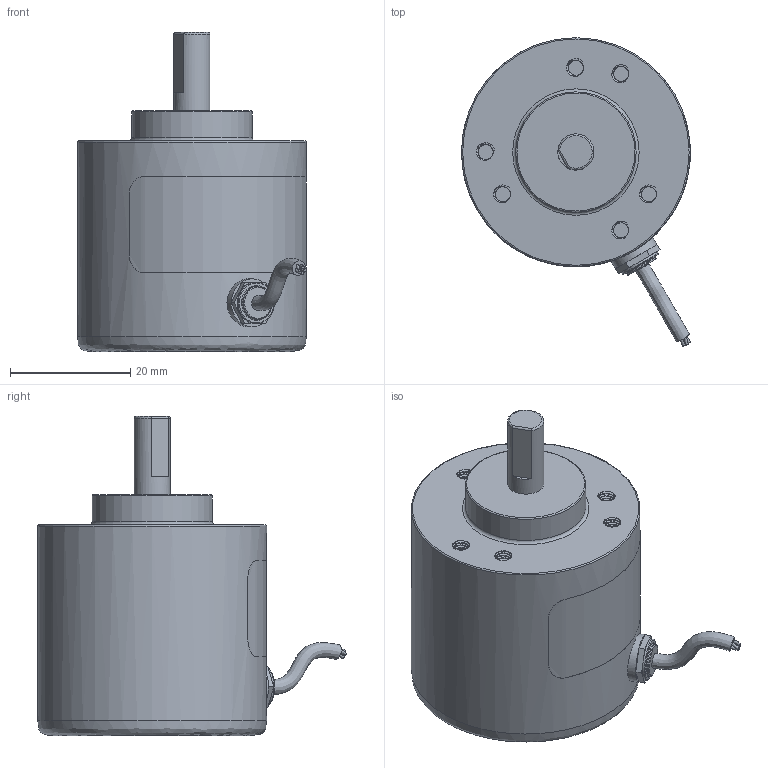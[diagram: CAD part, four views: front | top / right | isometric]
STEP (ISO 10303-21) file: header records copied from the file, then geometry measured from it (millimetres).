
FILE_DESCRIPTION(/* description */ ('STEP AP242','CAx-IF Rec.Pracs.---Representation and Presentation of Product Manufacturing Information (PMI)---4.0---2014-10-13','CAx-IF Rec.Pracs.---3D Tessellated Geometry---0.4---2014-09-14','2;1'),/* implementation_level */ '2;1');
FILE_NAME(/* name */ '688e4b70b00a41518ee788f8',/* time_stamp */ '2025-08-02T17:31:29Z',/* author */ (''),/* organization */ (''),/* preprocessor_version */ 'ST-DEVELOPER v20',/* originating_system */ 'ONSHAPE BY PTC INC, 1.201',/* authorisation */ ' ');
FILE_SCHEMA (('AP242_MANAGED_MODEL_BASED_3D_ENGINEERING_MIM_LF { 1 0 10303 442 1 1 4 }'));
Length unit declared in the file: metre
Products named in the file (1): ENCODER_OPTICAL_E38S6G5
Bounding box: 38.03 x 51.21 x 53 mm (x, y, z)
Volume: 41461.2 mm3; surface area: 7772.9 mm2
Topology: 1 solids, 1 shells, 94 faces, 203 edges, 127 vertices
Faces by surface type: plane 42, bspline 25, cylinder 20, torus 7
Full cylindrical faces by diameter (mm): 5.5 x1, 6 x1, 6.928 x1, 8 x1, 20 x1, 38 x1
Entity records: 25237 total; most frequent: CARTESIAN_POINT 23281, ORIENTED_EDGE 356, DIRECTION 296, EDGE_CURVE 178, EDGE_LOOP 131, FACE_BOUND 131, AXIS2_PLACEMENT_3D 126, VERTEX_POINT 121
